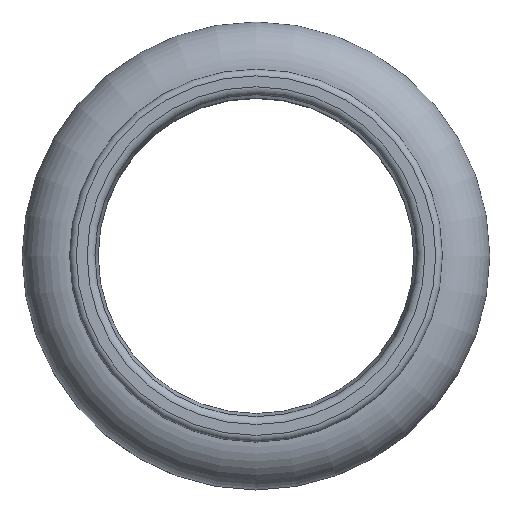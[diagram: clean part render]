
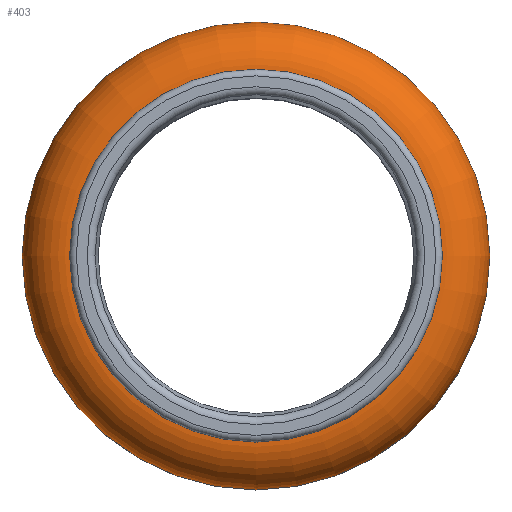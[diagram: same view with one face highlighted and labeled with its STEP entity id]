
A CAD part, top view. The second image highlights one B-rep face of the part: STEP entity #403.
In plain terms, the highlighted toroidal (fillet/blend) face has major radius 138 mm and minor radius 37 mm.
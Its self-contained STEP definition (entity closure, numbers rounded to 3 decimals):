
#159=EDGE_LOOP('',(#239));
#160=EDGE_LOOP('',(#240));
#239=ORIENTED_EDGE('',*,*,#292,.F.);
#240=ORIENTED_EDGE('',*,*,#293,.T.);
#292=EDGE_CURVE('',#554,#554,#332,.T.);
#293=EDGE_CURVE('',#555,#555,#333,.T.);
#332=CIRCLE('',#624,138.);
#333=CIRCLE('',#626,138.);
#403=ADVANCED_FACE('',(#497,#498),#433,.T.);
#433=TOROIDAL_SURFACE('',#627,138.,37.);
#497=FACE_BOUND('',#159,.T.);
#498=FACE_BOUND('',#160,.T.);
#554=VERTEX_POINT('',#905);
#555=VERTEX_POINT('',#908);
#624=AXIS2_PLACEMENT_3D('',#904,#766,#767);
#626=AXIS2_PLACEMENT_3D('',#907,#770,#771);
#627=AXIS2_PLACEMENT_3D('',#909,#772,#773);
#766=DIRECTION('',(0.,0.,1.));
#767=DIRECTION('',(-1.,0.,0.));
#770=DIRECTION('',(0.,0.,1.));
#771=DIRECTION('',(-1.,0.,0.));
#772=DIRECTION('',(0.,0.,1.));
#773=DIRECTION('',(-1.,0.,0.));
#904=CARTESIAN_POINT('',(0.,0.,270.));
#905=CARTESIAN_POINT('',(-138.,0.,270.));
#907=CARTESIAN_POINT('',(0.,0.,196.));
#908=CARTESIAN_POINT('',(-138.,0.,196.));
#909=CARTESIAN_POINT('',(0.,0.,233.));
